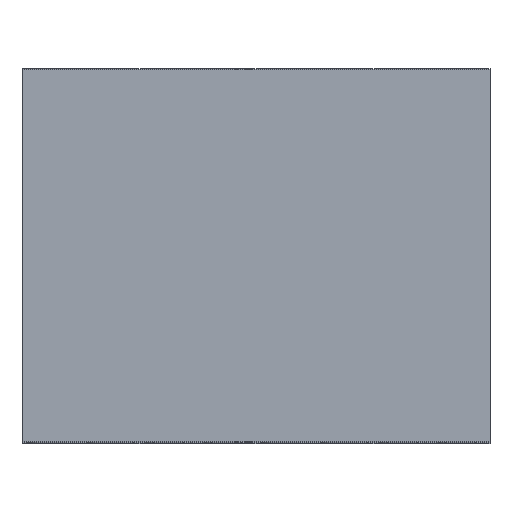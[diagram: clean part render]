
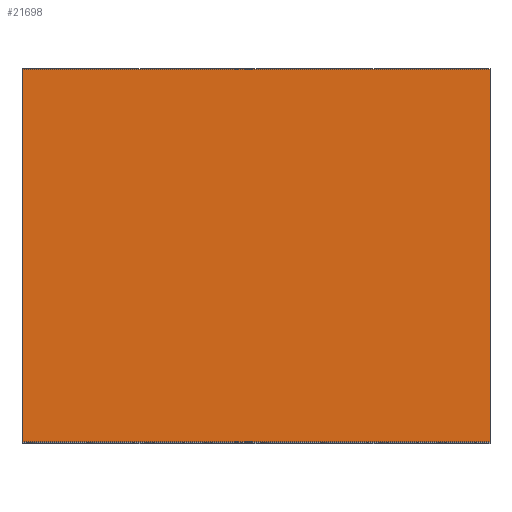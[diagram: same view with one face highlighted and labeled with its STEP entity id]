
A CAD part, top view. The second image highlights one B-rep face of the part: STEP entity #21698.
In plain terms, the highlighted face is planar.
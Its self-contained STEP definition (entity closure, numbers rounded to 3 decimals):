
#21347=DIRECTION('',(1.,0.,0.));
#21348=VECTOR('',#21347,79.6);
#21349=CARTESIAN_POINT('',(-39.8,1.6,50.));
#21350=LINE('',#21349,#21348);
#21355=DIRECTION('',(1.,0.,0.));
#21356=VECTOR('',#21355,79.6);
#21357=CARTESIAN_POINT('',(-39.8,1.6,-50.));
#21358=LINE('',#21357,#21356);
#21359=DIRECTION('',(0.,0.,1.));
#21360=VECTOR('',#21359,100.);
#21361=CARTESIAN_POINT('',(39.8,1.6,-50.));
#21362=LINE('',#21361,#21360);
#21367=DIRECTION('',(0.,0.,1.));
#21368=VECTOR('',#21367,100.);
#21369=CARTESIAN_POINT('',(-39.8,1.6,-50.));
#21370=LINE('',#21369,#21368);
#21531=CARTESIAN_POINT('',(39.8,1.6,-50.));
#21532=CARTESIAN_POINT('',(39.8,1.6,50.));
#21533=VERTEX_POINT('',#21531);
#21534=VERTEX_POINT('',#21532);
#21535=CARTESIAN_POINT('',(-39.8,1.6,-50.));
#21536=CARTESIAN_POINT('',(-39.8,1.6,50.));
#21537=VERTEX_POINT('',#21535);
#21538=VERTEX_POINT('',#21536);
#21686=CARTESIAN_POINT('',(-38.,1.6,-50.));
#21687=DIRECTION('',(0.,1.,0.));
#21688=DIRECTION('',(-1.,0.,0.));
#21689=AXIS2_PLACEMENT_3D('',#21686,#21687,#21688);
#21690=PLANE('',#21689);
#21691=ORIENTED_EDGE('',*,*,#21668,.F.);
#21693=ORIENTED_EDGE('',*,*,#21692,.F.);
#21694=ORIENTED_EDGE('',*,*,#21572,.T.);
#21695=ORIENTED_EDGE('',*,*,#21681,.T.);
#21696=EDGE_LOOP('',(#21691,#21693,#21694,#21695));
#21697=FACE_OUTER_BOUND('',#21696,.F.);
#21572=EDGE_CURVE('',#21537,#21533,#21358,.T.);
#21668=EDGE_CURVE('',#21538,#21534,#21350,.T.);
#21681=EDGE_CURVE('',#21533,#21534,#21362,.T.);
#21692=EDGE_CURVE('',#21537,#21538,#21370,.T.);
#21698=ADVANCED_FACE('',(#21697),#21690,.T.);
